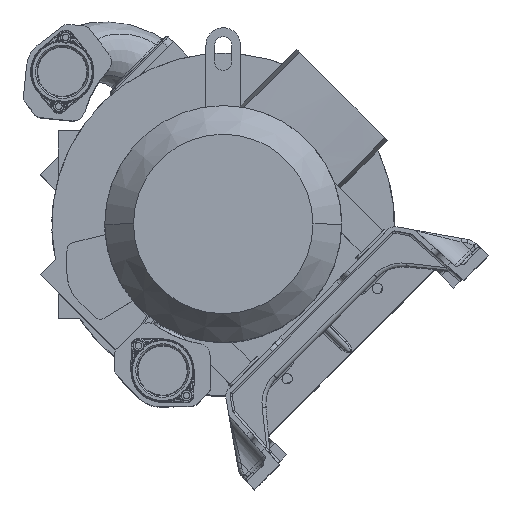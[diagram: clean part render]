
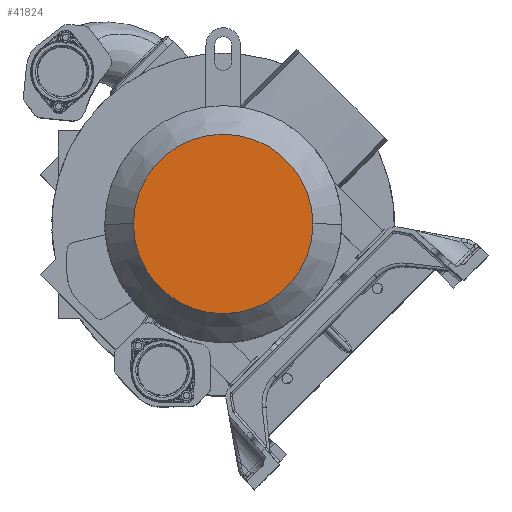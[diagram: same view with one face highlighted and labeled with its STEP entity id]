
A CAD part, top view. The second image highlights one B-rep face of the part: STEP entity #41824.
In plain terms, the highlighted planar face has unit normal (0, 0, 1).
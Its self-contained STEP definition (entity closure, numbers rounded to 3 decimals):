
#6703=CARTESIAN_POINT('',(0.,0.,
569.5));
#6704=DIRECTION('',(0.,0.,1.));
#6705=DIRECTION('',(-1.,0.,0.));
#6706=AXIS2_PLACEMENT_3D('',#6703,#6704,#6705);
#6708=CARTESIAN_POINT('',(0.,0.,
569.5));
#6709=DIRECTION('',(0.,0.,1.));
#6710=DIRECTION('',(1.,0.,0.));
#6711=AXIS2_PLACEMENT_3D('',#6708,#6709,#6710);
#17800=CARTESIAN_POINT('',(-122.,0.,
569.5));
#17801=CARTESIAN_POINT('',(122.,0.,
569.5));
#17802=VERTEX_POINT('',#17800);
#17803=VERTEX_POINT('',#17801);
#41814=CARTESIAN_POINT('',(0.,0.,569.5));
#41815=DIRECTION('',(0.,0.,1.));
#41816=DIRECTION('',(1.,0.,0.));
#41817=AXIS2_PLACEMENT_3D('',#41814,#41815,#41816);
#41818=PLANE('',#41817);
#41820=ORIENTED_EDGE('',*,*,#41819,.F.);
#41821=ORIENTED_EDGE('',*,*,#41804,.F.);
#41822=EDGE_LOOP('',(#41820,#41821));
#41823=FACE_OUTER_BOUND('',#41822,.F.);
#41824=ADVANCED_FACE('',(#41823),#41818,.T.);
#6707=CIRCLE('',#6706,122.);
#6712=CIRCLE('',#6711,122.);
#41804=EDGE_CURVE('',#17803,#17802,#6712,.T.);
#41819=EDGE_CURVE('',#17802,#17803,#6707,.T.);
